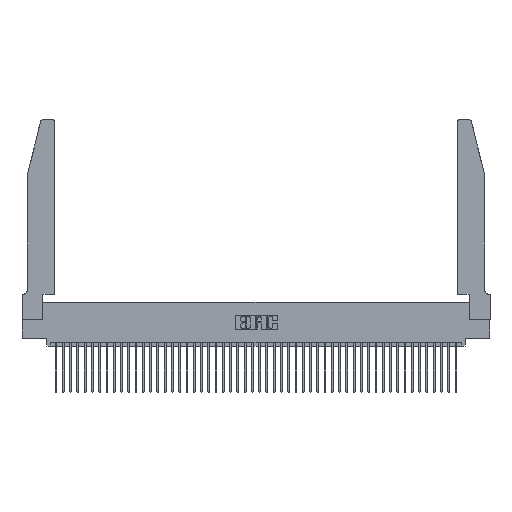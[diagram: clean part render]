
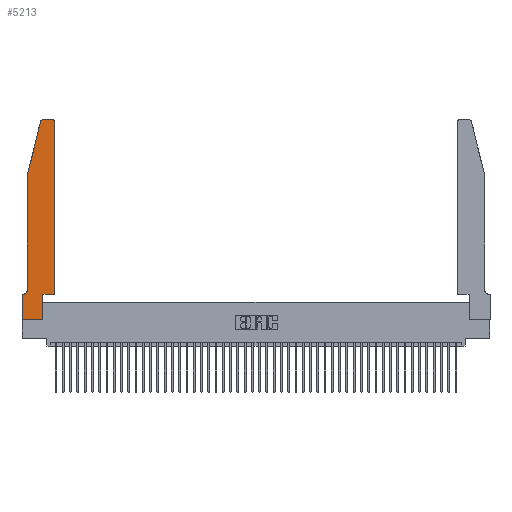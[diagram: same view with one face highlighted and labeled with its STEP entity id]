
A CAD part, top view. The second image highlights one B-rep face of the part: STEP entity #5213.
In plain terms, the highlighted planar face has unit normal (0, 0, 1).
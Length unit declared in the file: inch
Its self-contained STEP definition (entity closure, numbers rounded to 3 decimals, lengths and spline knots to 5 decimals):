
#280 = ORIENTED_EDGE ( 'NONE', *, *, #23254, .T. ) ;
#557 = CARTESIAN_POINT ( 'NONE',  ( 0.4205, 2.72, 0.37 ) ) ;
#1472 = CARTESIAN_POINT ( 'NONE',  ( 0.0755, 0.35, 0.37 ) ) ;
#1764 = VERTEX_POINT ( 'NONE', #32555 ) ;
#2985 = VERTEX_POINT ( 'NONE', #24631 ) ;
#3234 = ORIENTED_EDGE ( 'NONE', *, *, #13606, .T. ) ;
#3547 = CARTESIAN_POINT ( 'NONE',  ( 0.4205, 2.75, 0.37 ) ) ;
#3713 = VERTEX_POINT ( 'NONE', #3547 ) ;
#4233 = DIRECTION ( 'NONE',  ( 1., 0., 0. ) ) ;
#4699 = DIRECTION ( 'NONE',  ( 0., 0., 1. ) ) ;
#4720 = ORIENTED_EDGE ( 'NONE', *, *, #20623, .T. ) ;
#4935 = ORIENTED_EDGE ( 'NONE', *, *, #33700, .T. ) ;
#5116 = LINE ( 'NONE', #27900, #42618 ) ;
#5213 = ADVANCED_FACE ( 'NONE', ( #6633 ), #15493, .T. ) ;
#5593 = LINE ( 'NONE', #8719, #14135 ) ;
#5919 = ORIENTED_EDGE ( 'NONE', *, *, #37829, .T. ) ;
#5967 = AXIS2_PLACEMENT_3D ( 'NONE', #557, #26058, #4233 ) ;
#6243 = ORIENTED_EDGE ( 'NONE', *, *, #8658, .T. ) ;
#6338 = LINE ( 'NONE', #24200, #34258 ) ;
#6633 = FACE_OUTER_BOUND ( 'NONE', #37159, .T. ) ;
#6965 = DIRECTION ( 'NONE',  ( 0., 0., -1. ) ) ;
#7142 = VECTOR ( 'NONE', #19446, 39.37008 ) ;
#8031 = ORIENTED_EDGE ( 'NONE', *, *, #31982, .T. ) ;
#8658 = EDGE_CURVE ( 'NONE', #1764, #2985, #37680, .T. ) ;
#8719 = CARTESIAN_POINT ( 'NONE',  ( 0., 0., 0.37 ) ) ;
#9636 = LINE ( 'NONE', #37754, #33940 ) ;
#10914 = EDGE_CURVE ( 'NONE', #2985, #22699, #5116, .T. ) ;
#11568 = CARTESIAN_POINT ( 'NONE',  ( 0.2865, 0.35, 0.37 ) ) ;
#13103 = CARTESIAN_POINT ( 'NONE',  ( 0.2865, 0., 0.37 ) ) ;
#13343 = DIRECTION ( 'NONE',  ( 1., 0., 0. ) ) ;
#13606 = EDGE_CURVE ( 'NONE', #3713, #28563, #25354, .T. ) ;
#14135 = VECTOR ( 'NONE', #30537, 39.37008 ) ;
#14877 = CARTESIAN_POINT ( 'NONE',  ( 0.4505, 0.35, 0.37 ) ) ;
#15493 = PLANE ( 'NONE',  #25716 ) ;
#16512 = VECTOR ( 'NONE', #31174, 39.37008 ) ;
#16865 = VERTEX_POINT ( 'NONE', #13103 ) ;
#17183 = EDGE_CURVE ( 'NONE', #16865, #17883, #31387, .T. ) ;
#17863 = ORIENTED_EDGE ( 'NONE', *, *, #40048, .T. ) ;
#17883 = VERTEX_POINT ( 'NONE', #11568 ) ;
#17996 = VERTEX_POINT ( 'NONE', #41287 ) ;
#19155 = DIRECTION ( 'NONE',  ( 1., 0., 0. ) ) ;
#19446 = DIRECTION ( 'NONE',  ( -1., 0., 0. ) ) ;
#20549 = VECTOR ( 'NONE', #36469, 39.37008 ) ;
#20623 = EDGE_CURVE ( 'NONE', #17883, #42220, #6338, .T. ) ;
#20951 = CARTESIAN_POINT ( 'NONE',  ( 0.284, 2.75, 0.37 ) ) ;
#21990 = EDGE_CURVE ( 'NONE', #41102, #46323, #38150, .T. ) ;
#22699 = VERTEX_POINT ( 'NONE', #45218 ) ;
#23254 = EDGE_CURVE ( 'NONE', #28563, #1764, #31830, .T. ) ;
#23307 = DIRECTION ( 'NONE',  ( 0., -1., 0. ) ) ;
#23844 = CARTESIAN_POINT ( 'NONE',  ( 0.4505, 0.35, 0.37 ) ) ;
#24200 = CARTESIAN_POINT ( 'NONE',  ( 0.4505, 0.35, 0.37 ) ) ;
#24631 = CARTESIAN_POINT ( 'NONE',  ( 0.0755, 2., 0.37 ) ) ;
#25133 = ORIENTED_EDGE ( 'NONE', *, *, #38375, .T. ) ;
#25354 = LINE ( 'NONE', #41166, #7142 ) ;
#25497 = CARTESIAN_POINT ( 'NONE',  ( 0.2865, 0.35, 0.37 ) ) ;
#25716 = AXIS2_PLACEMENT_3D ( 'NONE', #37108, #40869, #19155 ) ;
#26058 = DIRECTION ( 'NONE',  ( 0., 0., 1. ) ) ;
#26189 = LINE ( 'NONE', #23844, #16512 ) ;
#26336 = CARTESIAN_POINT ( 'NONE',  ( 0., 0., 0.37 ) ) ;
#26528 = CARTESIAN_POINT ( 'NONE',  ( 0.284, 2.72, 0.37 ) ) ;
#26882 = VECTOR ( 'NONE', #45155, 39.37008 ) ;
#27900 = CARTESIAN_POINT ( 'NONE',  ( 0.0755, 2., 0.37 ) ) ;
#28355 = ORIENTED_EDGE ( 'NONE', *, *, #21990, .T. ) ;
#28503 = VECTOR ( 'NONE', #30609, 39.37008 ) ;
#28563 = VERTEX_POINT ( 'NONE', #20951 ) ;
#28645 = ORIENTED_EDGE ( 'NONE', *, *, #10914, .T. ) ;
#28759 = CARTESIAN_POINT ( 'NONE',  ( 0.0055, 0.42, 0.37 ) ) ;
#30182 = DIRECTION ( 'NONE',  ( 1., 0., 0. ) ) ;
#30537 = DIRECTION ( 'NONE',  ( 1., 0., 0. ) ) ;
#30609 = DIRECTION ( 'NONE',  ( -1., 0., 0. ) ) ;
#30877 = VERTEX_POINT ( 'NONE', #26336 ) ;
#31174 = DIRECTION ( 'NONE',  ( 0., 1., 0. ) ) ;
#31387 = LINE ( 'NONE', #25497, #20549 ) ;
#31830 = CIRCLE ( 'NONE', #37208, 0.03 ) ;
#31982 = EDGE_CURVE ( 'NONE', #17996, #3713, #42318, .T. ) ;
#32450 = DIRECTION ( 'NONE',  ( -1., 0., 0. ) ) ;
#32555 = CARTESIAN_POINT ( 'NONE',  ( 0.25487, 2.72718, 0.37 ) ) ;
#33700 = EDGE_CURVE ( 'NONE', #22699, #41102, #44402, .T. ) ;
#33940 = VECTOR ( 'NONE', #23307, 39.37008 ) ;
#34039 = CARTESIAN_POINT ( 'NONE',  ( 0., 0.35, 0.37 ) ) ;
#34258 = VECTOR ( 'NONE', #13343, 39.37008 ) ;
#34306 = CARTESIAN_POINT ( 'NONE',  ( 0.0755, 2., 0.37 ) ) ;
#36306 = CARTESIAN_POINT ( 'NONE',  ( 0.0055, 0.35, 0.37 ) ) ;
#36469 = DIRECTION ( 'NONE',  ( 0., 1., 0. ) ) ;
#37108 = CARTESIAN_POINT ( 'NONE',  ( 0., 0.35, 0.37 ) ) ;
#37159 = EDGE_LOOP ( 'NONE', ( #3234, #280, #6243, #28645, #4935, #28355, #5919, #17863, #41841, #4720, #25133, #8031 ) ) ;
#37208 = AXIS2_PLACEMENT_3D ( 'NONE', #26528, #4699, #30182 ) ;
#37680 = LINE ( 'NONE', #34306, #26882 ) ;
#37754 = CARTESIAN_POINT ( 'NONE',  ( 0., 0., 0.37 ) ) ;
#37829 = EDGE_CURVE ( 'NONE', #46323, #30877, #9636, .T. ) ;
#38150 = LINE ( 'NONE', #1472, #28503 ) ;
#38375 = EDGE_CURVE ( 'NONE', #42220, #17996, #26189, .T. ) ;
#38832 = DIRECTION ( 'NONE',  ( 0., -1., 0. ) ) ;
#40048 = EDGE_CURVE ( 'NONE', #30877, #16865, #5593, .T. ) ;
#40869 = DIRECTION ( 'NONE',  ( 0., 0., 1. ) ) ;
#41102 = VERTEX_POINT ( 'NONE', #36306 ) ;
#41166 = CARTESIAN_POINT ( 'NONE',  ( 0.2605, 2.75, 0.37 ) ) ;
#41287 = CARTESIAN_POINT ( 'NONE',  ( 0.4505, 2.72, 0.37 ) ) ;
#41312 = AXIS2_PLACEMENT_3D ( 'NONE', #28759, #6965, #32450 ) ;
#41841 = ORIENTED_EDGE ( 'NONE', *, *, #17183, .T. ) ;
#42220 = VERTEX_POINT ( 'NONE', #14877 ) ;
#42318 = CIRCLE ( 'NONE', #5967, 0.03 ) ;
#42618 = VECTOR ( 'NONE', #38832, 39.37008 ) ;
#44402 = CIRCLE ( 'NONE', #41312, 0.07 ) ;
#45155 = DIRECTION ( 'NONE',  ( -0.239, -0.971, 0. ) ) ;
#45218 = CARTESIAN_POINT ( 'NONE',  ( 0.0755, 0.42, 0.37 ) ) ;
#46323 = VERTEX_POINT ( 'NONE', #34039 ) ;
